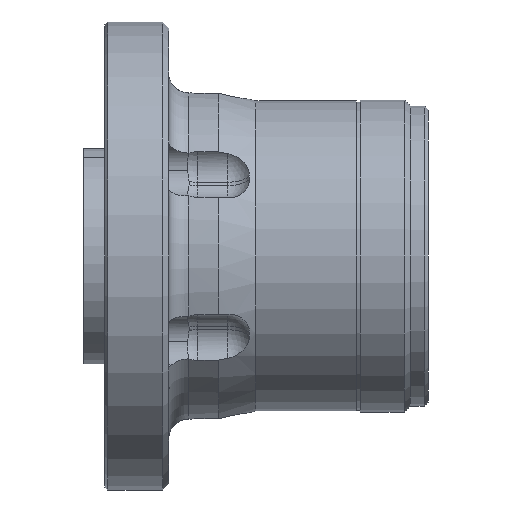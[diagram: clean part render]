
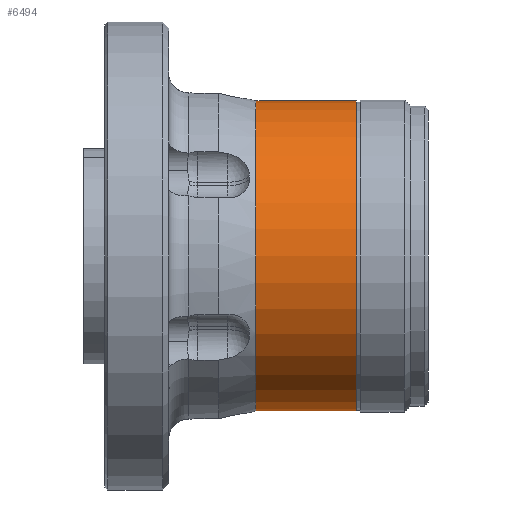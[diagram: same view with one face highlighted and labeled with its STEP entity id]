
A CAD part, front view. The second image highlights one B-rep face of the part: STEP entity #6494.
In plain terms, the highlighted cylindrical face has radius 77.5 mm (diameter 155 mm), a partial arc.
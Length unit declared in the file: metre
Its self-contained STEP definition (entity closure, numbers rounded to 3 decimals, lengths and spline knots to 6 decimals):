
#27 = FACE_OUTER_BOUND ( 'NONE', #975, .T. ) ;
#189 = DIRECTION ( 'NONE',  ( 0., 0., 1. ) ) ;
#508 = CARTESIAN_POINT ( 'NONE',  ( 0.1258, 0., -0.0775 ) ) ;
#785 = AXIS2_PLACEMENT_3D ( 'NONE', #6475, #3801, #8433 ) ;
#924 = CARTESIAN_POINT ( 'NONE',  ( 0., 0., -0.0775 ) ) ;
#975 = EDGE_LOOP ( 'NONE', ( #2200, #1037, #2959, #5107 ) ) ;
#1037 = ORIENTED_EDGE ( 'NONE', *, *, #1644, .T. ) ;
#1425 = VECTOR ( 'NONE', #8320, 1. ) ;
#1644 = EDGE_CURVE ( 'NONE', #4342, #4529, #5325, .T. ) ;
#1817 = AXIS2_PLACEMENT_3D ( 'NONE', #3646, #2483, #8480 ) ;
#1836 = CYLINDRICAL_SURFACE ( 'NONE', #6345, 0.0775 ) ;
#2109 = VERTEX_POINT ( 'NONE', #8617 ) ;
#2200 = ORIENTED_EDGE ( 'NONE', *, *, #2403, .F. ) ;
#2272 = CARTESIAN_POINT ( 'NONE',  ( 0., 0., 0. ) ) ;
#2293 = LINE ( 'NONE', #924, #7159 ) ;
#2403 = EDGE_CURVE ( 'NONE', #4342, #6820, #2293, .T. ) ;
#2483 = DIRECTION ( 'NONE',  ( -1., 0., 0. ) ) ;
#2959 = ORIENTED_EDGE ( 'NONE', *, *, #5972, .T. ) ;
#3646 = CARTESIAN_POINT ( 'NONE',  ( 0.07566, 0., 0. ) ) ;
#3651 = DIRECTION ( 'NONE',  ( -1., 0., 0. ) ) ;
#3801 = DIRECTION ( 'NONE',  ( -1., 0., 0. ) ) ;
#4183 = DIRECTION ( 'NONE',  ( -1., 0., 0. ) ) ;
#4342 = VERTEX_POINT ( 'NONE', #508 ) ;
#4529 = VERTEX_POINT ( 'NONE', #8487 ) ;
#4548 = LINE ( 'NONE', #8229, #1425 ) ;
#5107 = ORIENTED_EDGE ( 'NONE', *, *, #7274, .F. ) ;
#5325 = CIRCLE ( 'NONE', #785, 0.0775 ) ;
#5972 = EDGE_CURVE ( 'NONE', #4529, #2109, #4548, .T. ) ;
#6345 = AXIS2_PLACEMENT_3D ( 'NONE', #2272, #4183, #189 ) ;
#6475 = CARTESIAN_POINT ( 'NONE',  ( 0.1258, 0., 0. ) ) ;
#6494 = ADVANCED_FACE ( 'NONE', ( #27 ), #1836, .T. ) ;
#6820 = VERTEX_POINT ( 'NONE', #7321 ) ;
#7159 = VECTOR ( 'NONE', #3651, 1. ) ;
#7274 = EDGE_CURVE ( 'NONE', #6820, #2109, #8228, .T. ) ;
#7321 = CARTESIAN_POINT ( 'NONE',  ( 0.07566, 0., -0.0775 ) ) ;
#8228 = CIRCLE ( 'NONE', #1817, 0.0775 ) ;
#8229 = CARTESIAN_POINT ( 'NONE',  ( 0., 0., 0.0775 ) ) ;
#8320 = DIRECTION ( 'NONE',  ( -1., 0., 0. ) ) ;
#8433 = DIRECTION ( 'NONE',  ( 0., 0., 1. ) ) ;
#8480 = DIRECTION ( 'NONE',  ( 0., 0., 1. ) ) ;
#8487 = CARTESIAN_POINT ( 'NONE',  ( 0.1258, 0., 0.0775 ) ) ;
#8617 = CARTESIAN_POINT ( 'NONE',  ( 0.07566, 0., 0.0775 ) ) ;
